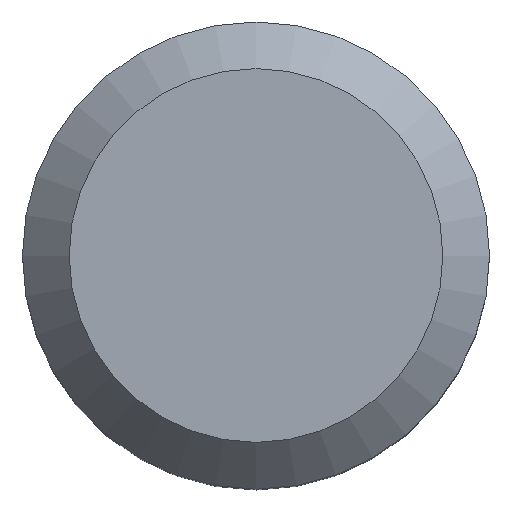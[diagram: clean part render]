
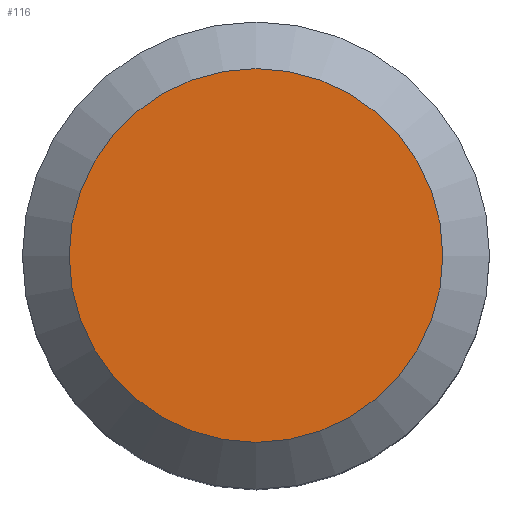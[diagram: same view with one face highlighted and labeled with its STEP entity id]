
A CAD part, top view. The second image highlights one B-rep face of the part: STEP entity #116.
In plain terms, the highlighted planar face has unit normal (0, 0, 1).
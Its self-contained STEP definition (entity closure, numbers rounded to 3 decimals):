
#116=ADVANCED_FACE('',(#127),#123,.T.);
#123=PLANE('',#220);
#127=FACE_OUTER_BOUND('',#138,.T.);
#138=EDGE_LOOP('',(#162));
#150=CIRCLE('',#219,2.);
#162=ORIENTED_EDGE('',*,*,#196,.T.);
#186=VERTEX_POINT('',#287);
#196=EDGE_CURVE('',#186,#186,#150,.T.);
#219=AXIS2_PLACEMENT_3D('',#286,#250,#251);
#220=AXIS2_PLACEMENT_3D('',#288,#252,#253);
#250=DIRECTION('',(0.,0.,1.));
#251=DIRECTION('',(0.,-1.,0.));
#252=DIRECTION('',(0.,0.,1.));
#253=DIRECTION('',(0.,-1.,0.));
#286=CARTESIAN_POINT('',(0.,0.,13.));
#287=CARTESIAN_POINT('',(0.,-2.,13.));
#288=CARTESIAN_POINT('',(2.5,0.,13.));
